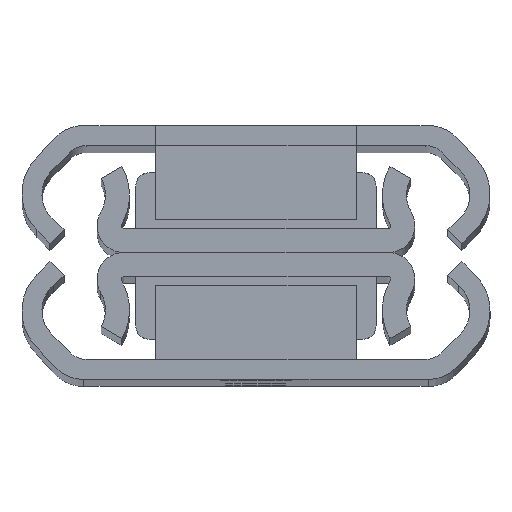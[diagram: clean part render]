
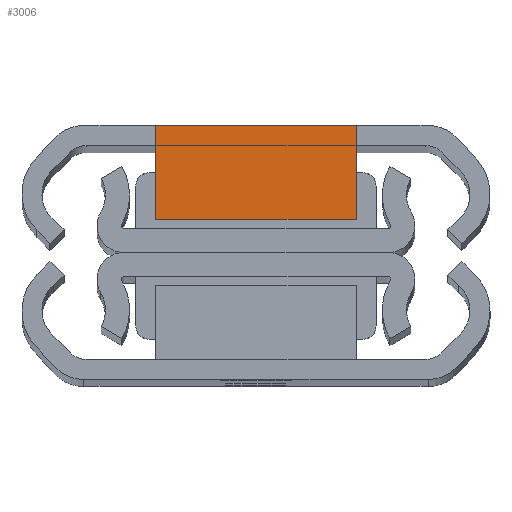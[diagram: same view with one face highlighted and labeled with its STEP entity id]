
A CAD part, top view. The second image highlights one B-rep face of the part: STEP entity #3006.
In plain terms, the highlighted face is planar.
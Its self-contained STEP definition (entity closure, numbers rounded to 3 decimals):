
#475 = ORIENTED_EDGE ( 'NONE', *, *, #1083, .T. ) ;
#476 = ORIENTED_EDGE ( 'NONE', *, *, #732, .T. ) ;
#477 = ORIENTED_EDGE ( 'NONE', *, *, #734, .T. ) ;
#478 = ORIENTED_EDGE ( 'NONE', *, *, #1084, .T. ) ;
#479 = ORIENTED_EDGE ( 'NONE', *, *, #1081, .F. ) ;
#480 = ORIENTED_EDGE ( 'NONE', *, *, #652, .F. ) ;
#652 = EDGE_CURVE ( 'NONE', #2109, #2119, #1485, .T. ) ;
#732 = EDGE_CURVE ( 'NONE', #2093, #3131, #1608, .T. ) ;
#734 = EDGE_CURVE ( 'NONE', #3131, #3148, #1626, .T. ) ;
#987 = CARTESIAN_POINT ( 'NONE',  ( 7.5, -8.28, -147.9 ) ) ;
#992 = CARTESIAN_POINT ( 'NONE',  ( -7.5, -2.78, -147.9 ) ) ;
#1009 = CARTESIAN_POINT ( 'NONE',  ( 7.5, -2.78, -147.9 ) ) ;
#1081 = EDGE_CURVE ( 'NONE', #2119, #3126, #1633, .T. ) ;
#1083 = EDGE_CURVE ( 'NONE', #2109, #2093, #1625, .T. ) ;
#1084 = EDGE_CURVE ( 'NONE', #3148, #3126, #1639, .T. ) ;
#1329 = AXIS2_PLACEMENT_3D ( 'NONE', #2035, #2041, #2042 ) ;
#1485 = LINE ( 'NONE', #2287, #1486 ) ;
#1486 = VECTOR ( 'NONE', #2288, 1000. ) ;
#1608 = LINE ( 'NONE', #2467, #1622 ) ;
#1622 = VECTOR ( 'NONE', #2471, 1000. ) ;
#1625 = LINE ( 'NONE', #2484, #1637 ) ;
#1626 = LINE ( 'NONE', #2474, #1627 ) ;
#1627 = VECTOR ( 'NONE', #2475, 1000. ) ;
#1633 = LINE ( 'NONE', #2482, #1634 ) ;
#1634 = VECTOR ( 'NONE', #2483, 1000. ) ;
#1637 = VECTOR ( 'NONE', #2488, 1000. ) ;
#1639 = LINE ( 'NONE', #2489, #1640 ) ;
#1640 = VECTOR ( 'NONE', #2490, 1000. ) ;
#1884 = CARTESIAN_POINT ( 'NONE',  ( -7.5, -8.28, -147.9 ) ) ;
#1899 = CARTESIAN_POINT ( 'NONE',  ( -7.5, -9.78, -147.9 ) ) ;
#1909 = CARTESIAN_POINT ( 'NONE',  ( 7.5, -9.78, -147.9 ) ) ;
#2032 = PLANE ( 'NONE',  #1329 ) ;
#2035 = CARTESIAN_POINT ( 'NONE',  ( 7.5, -9.78, -147.9 ) ) ;
#2041 = DIRECTION ( 'NONE',  ( 0., 0., 1. ) ) ;
#2042 = DIRECTION ( 'NONE',  ( 1., 0., 0. ) ) ;
#2093 = VERTEX_POINT ( 'NONE', #1884 ) ;
#2109 = VERTEX_POINT ( 'NONE', #1899 ) ;
#2119 = VERTEX_POINT ( 'NONE', #1909 ) ;
#2287 = CARTESIAN_POINT ( 'NONE',  ( 7.5, -9.78, -147.9 ) ) ;
#2288 = DIRECTION ( 'NONE',  ( 1., 0., 0. ) ) ;
#2467 = CARTESIAN_POINT ( 'NONE',  ( -7.5, -8.28, -147.9 ) ) ;
#2471 = DIRECTION ( 'NONE',  ( 0., 1., 0. ) ) ;
#2474 = CARTESIAN_POINT ( 'NONE',  ( -7.5, -2.78, -147.9 ) ) ;
#2475 = DIRECTION ( 'NONE',  ( 1., 0., 0. ) ) ;
#2482 = CARTESIAN_POINT ( 'NONE',  ( 7.5, -9.78, -147.9 ) ) ;
#2483 = DIRECTION ( 'NONE',  ( 0., 1., 0. ) ) ;
#2484 = CARTESIAN_POINT ( 'NONE',  ( -7.5, -9.78, -147.9 ) ) ;
#2488 = DIRECTION ( 'NONE',  ( 0., 1., 0. ) ) ;
#2489 = CARTESIAN_POINT ( 'NONE',  ( 7.5, -2.78, -147.9 ) ) ;
#2490 = DIRECTION ( 'NONE',  ( 0., -1., 0. ) ) ;
#2863 = FACE_OUTER_BOUND ( 'NONE', #3226, .T. ) ;
#3006 = ADVANCED_FACE ( 'NONE', ( #2863 ), #2032, .F. ) ;
#3126 = VERTEX_POINT ( 'NONE', #987 ) ;
#3131 = VERTEX_POINT ( 'NONE', #992 ) ;
#3148 = VERTEX_POINT ( 'NONE', #1009 ) ;
#3226 = EDGE_LOOP ( 'NONE', ( #475, #476, #477, #478, #479, #480 ) ) ;
